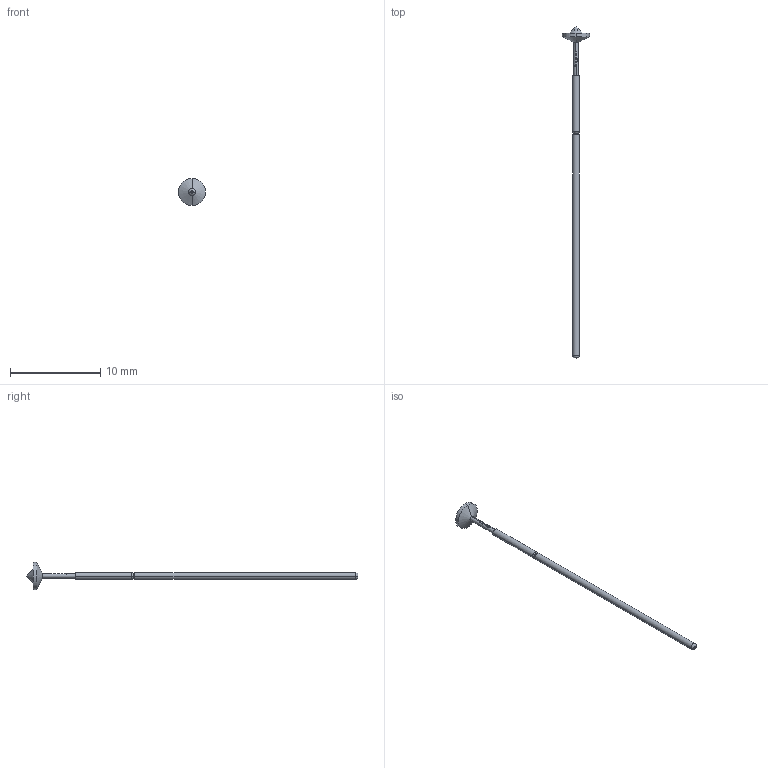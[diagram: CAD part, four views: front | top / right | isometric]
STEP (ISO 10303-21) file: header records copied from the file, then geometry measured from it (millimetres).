
FILE_DESCRIPTION (( 'STEP AP203' ), '1' );
FILE_NAME ('INGUN_GKS-051_358_300_A_xx00.STEP', '2021-09-21T07:11:05', ( 'ochi' ), ( '' ), 'SwSTEP 2.0', 'SolidWorks 2018', '' );
FILE_SCHEMA (( 'CONFIG_CONTROL_DESIGN' ));
Length unit declared in the file: millimetre
Products named in the file (1): INGUN_GKS-051_358_300_A_xx00
Bounding box: 3 x 36.8 x 3 mm (x, y, z)
Volume: 19.6 mm3; surface area: 99.4 mm2
Topology: 1 solids, 1 shells, 83 faces, 225 edges, 145 vertices
Faces by surface type: bspline 39, cylinder 18, plane 16, torus 6, cone 4
Entity records: 3682 total; most frequent: CARTESIAN_POINT 1965, ORIENTED_EDGE 446, EDGE_CURVE 223, B_SPLINE_CURVE_WITH_KNOTS 174, DIRECTION 167, VERTEX_POINT 145, EDGE_LOOP 86, FACE_OUTER_BOUND 83
